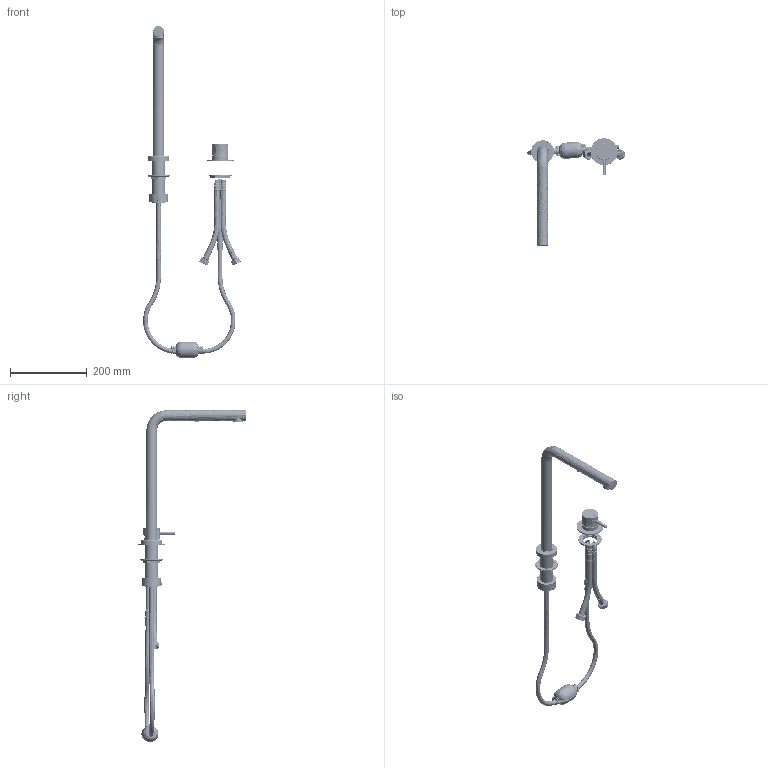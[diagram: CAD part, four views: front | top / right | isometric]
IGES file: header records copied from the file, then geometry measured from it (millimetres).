
Start section: C
Global section: file name: FKM31.igs; native system: By Siemens PLM Incorporated; preprocessor: XPlus GENERIC/IGES 21.0.46; author: Author; organization: Title; date: 20221110.154954; units: millimetre
Bounding box: 254.71 x 280.37 x 864.72 mm (x, y, z)
Surface area: 342516.2 mm2 (no closed solid volume)
Topology: 0 solids, 0 shells, 2521 faces, 14472 edges, 14446 vertices
Faces by surface type: bspline 2521
